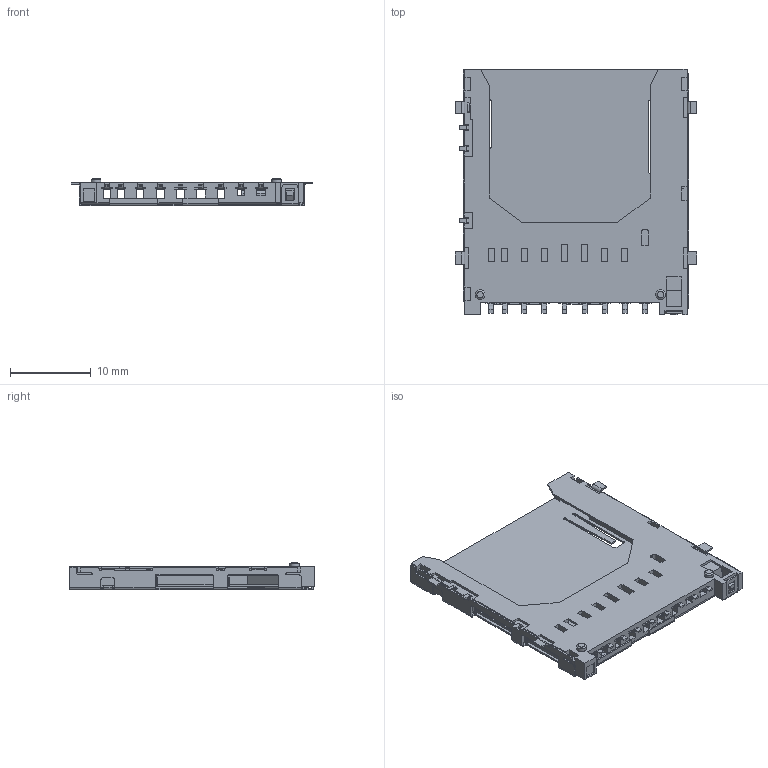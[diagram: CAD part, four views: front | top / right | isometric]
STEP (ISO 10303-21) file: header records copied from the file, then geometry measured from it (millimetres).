
FILE_DESCRIPTION(('HOOPS Exchange Step'),'2;1');
FILE_NAME('DM1AA-SF-PEJ.step','2017-09-08T07:20:18+00:00',('SYSTEM'),('Unknown organisation'),'HOOPS Exchange 10.0','HOOPS Exchange','Unknown authorisation');
FILE_SCHEMA( ('AUTOMOTIVE_DESIGN { 1 0 10303 214 1 1 1 1 }') );
Length unit declared in the file: millimetre
Products named in the file (2): Default; DM1AA-SF-PEJ
Assembly tree (1 placements, depth 2):
  DM1AA-SF-PEJ
    Default
Bounding box: 30 x 30.5 x 3.45 mm (x, y, z)
Volume: 638.5 mm3; surface area: 3103.7 mm2
Topology: 1 solids, 1 shells, 924 faces, 2757 edges, 1790 vertices
Faces by surface type: plane 721, cylinder 201, cone 2
Full cylindrical faces by diameter (mm): 1.2 x2
Entity records: 30841 total; most frequent: ORIENTED_EDGE 5514, CARTESIAN_POINT 5504, DIRECTION 5008, EDGE_CURVE 2757, VECTOR 2340, LINE 2340, VERTEX_POINT 1790, AXIS2_PLACEMENT_3D 1334
